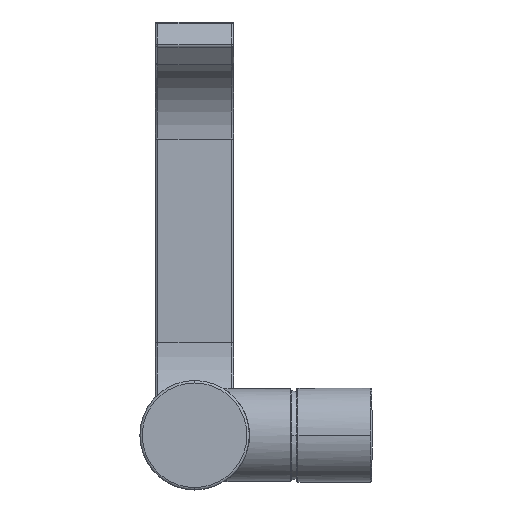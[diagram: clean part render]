
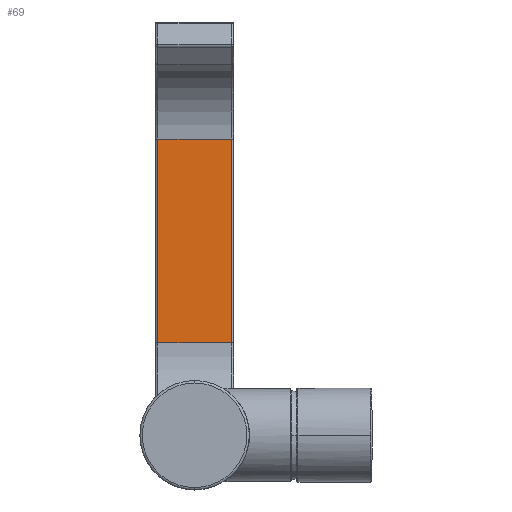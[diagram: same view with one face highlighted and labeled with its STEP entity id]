
A CAD part, front view. The second image highlights one B-rep face of the part: STEP entity #69.
In plain terms, the highlighted planar face has unit normal (0, -1, 0).
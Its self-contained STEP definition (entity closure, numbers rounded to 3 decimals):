
#69 = ADVANCED_FACE ( 'NONE', ( #445 ), #2196, .T. ) ;
#130 = EDGE_CURVE ( 'NONE', #2288, #1060, #1033, .T. ) ;
#207 = VERTEX_POINT ( 'NONE', #3581 ) ;
#215 = CARTESIAN_POINT ( 'NONE',  ( -15.1, 159.847, 38. ) ) ;
#445 = FACE_OUTER_BOUND ( 'NONE', #509, .T. ) ;
#509 = EDGE_LOOP ( 'NONE', ( #3521, #1295, #3062, #1121 ) ) ;
#603 = VECTOR ( 'NONE', #1035, 1000. ) ;
#696 = CARTESIAN_POINT ( 'NONE',  ( -16.1, 159.847, 121.767 ) ) ;
#771 = CARTESIAN_POINT ( 'NONE',  ( -16.1, 159.847, 38. ) ) ;
#1011 = DIRECTION ( 'NONE',  ( 0., 0., 1. ) ) ;
#1033 = LINE ( 'NONE', #2140, #2522 ) ;
#1035 = DIRECTION ( 'NONE',  ( 1., 0., 0. ) ) ;
#1037 = LINE ( 'NONE', #696, #1891 ) ;
#1055 = VECTOR ( 'NONE', #2799, 1000. ) ;
#1060 = VERTEX_POINT ( 'NONE', #3147 ) ;
#1087 = DIRECTION ( 'NONE',  ( 0., -1., 0. ) ) ;
#1120 = AXIS2_PLACEMENT_3D ( 'NONE', #771, #1087, #3309 ) ;
#1121 = ORIENTED_EDGE ( 'NONE', *, *, #130, .T. ) ;
#1234 = EDGE_CURVE ( 'NONE', #207, #1060, #1037, .T. ) ;
#1295 = ORIENTED_EDGE ( 'NONE', *, *, #3074, .T. ) ;
#1518 = CARTESIAN_POINT ( 'NONE',  ( -15.1, 159.847, 38. ) ) ;
#1672 = LINE ( 'NONE', #215, #1055 ) ;
#1767 = EDGE_CURVE ( 'NONE', #2341, #2288, #1906, .T. ) ;
#1817 = DIRECTION ( 'NONE',  ( 1., 0., 0. ) ) ;
#1891 = VECTOR ( 'NONE', #1817, 1000. ) ;
#1906 = LINE ( 'NONE', #3546, #603 ) ;
#2140 = CARTESIAN_POINT ( 'NONE',  ( 15.1, 159.847, 121.767 ) ) ;
#2196 = PLANE ( 'NONE',  #1120 ) ;
#2288 = VERTEX_POINT ( 'NONE', #3616 ) ;
#2341 = VERTEX_POINT ( 'NONE', #1518 ) ;
#2522 = VECTOR ( 'NONE', #1011, 1000. ) ;
#2799 = DIRECTION ( 'NONE',  ( 0., 0., -1. ) ) ;
#3062 = ORIENTED_EDGE ( 'NONE', *, *, #1767, .T. ) ;
#3074 = EDGE_CURVE ( 'NONE', #207, #2341, #1672, .T. ) ;
#3147 = CARTESIAN_POINT ( 'NONE',  ( 15.1, 159.847, 121.767 ) ) ;
#3309 = DIRECTION ( 'NONE',  ( 1., 0., 0. ) ) ;
#3521 = ORIENTED_EDGE ( 'NONE', *, *, #1234, .F. ) ;
#3546 = CARTESIAN_POINT ( 'NONE',  ( -16.1, 159.847, 38. ) ) ;
#3581 = CARTESIAN_POINT ( 'NONE',  ( -15.1, 159.847, 121.767 ) ) ;
#3616 = CARTESIAN_POINT ( 'NONE',  ( 15.1, 159.847, 38. ) ) ;
